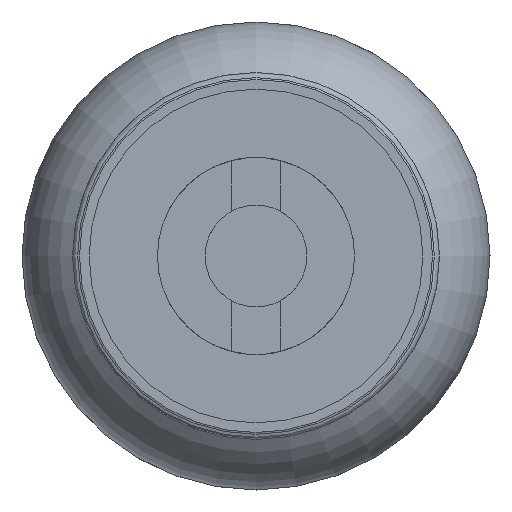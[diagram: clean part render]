
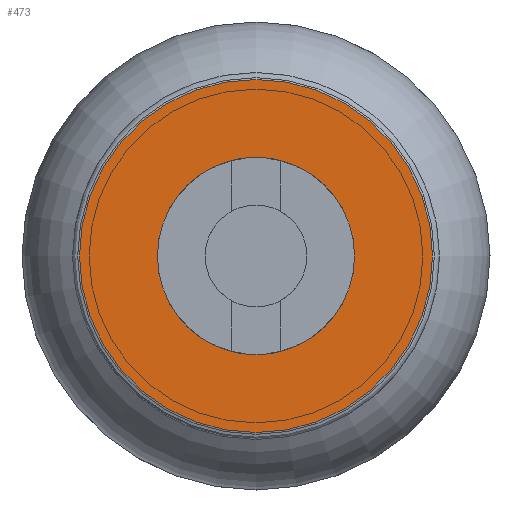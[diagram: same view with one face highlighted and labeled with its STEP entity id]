
A CAD part, left-side view. The second image highlights one B-rep face of the part: STEP entity #473.
In plain terms, the highlighted planar face has unit normal (-1, 0, 0).
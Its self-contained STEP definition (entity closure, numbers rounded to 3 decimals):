
#118=FACE_OUTER_BOUND('',#156,.T.);
#156=EDGE_LOOP('',(#339));
#216=CIRCLE('',#518,7.166);
#249=VERTEX_POINT('',#780);
#290=EDGE_CURVE('',#249,#249,#216,.T.);
#339=ORIENTED_EDGE('',*,*,#290,.F.);
#437=PLANE('',#517);
#473=ADVANCED_FACE('',(#118),#437,.T.);
#517=AXIS2_PLACEMENT_3D('',#779,#600,#601);
#518=AXIS2_PLACEMENT_3D('',#781,#602,#603);
#600=DIRECTION('center_axis',(-1.,0.,0.));
#601=DIRECTION('ref_axis',(0.,0.,1.));
#602=DIRECTION('center_axis',(1.,0.,0.));
#603=DIRECTION('ref_axis',(0.,1.,0.));
#779=CARTESIAN_POINT('Origin',(0.,3.583,0.));
#780=CARTESIAN_POINT('',(0.,7.166,0.));
#781=CARTESIAN_POINT('Origin',(0.,0.,0.));
